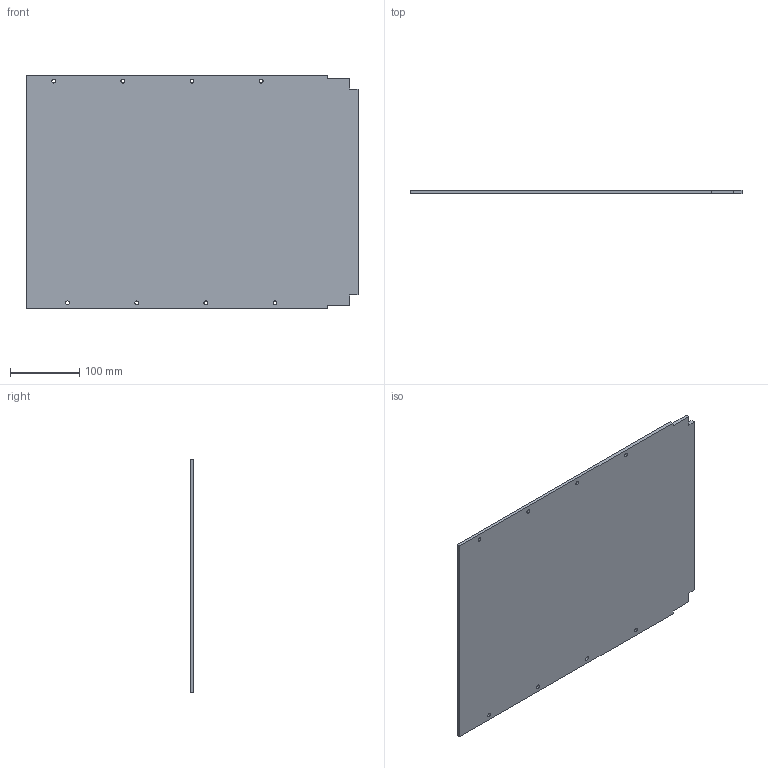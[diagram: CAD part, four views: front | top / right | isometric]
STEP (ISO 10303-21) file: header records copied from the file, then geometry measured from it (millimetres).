
FILE_DESCRIPTION(/* description */ (''),/* implementation_level */ '2;1');
FILE_NAME(/* name */ 'Acrylic_Panel.stp',/* time_stamp */ '2020-03-12T11:57:37-07:00',/* author */ ('Jorian Bruslind'),/* organization */ (''),/* preprocessor_version */ 'ST-DEVELOPER v17.2',/* originating_system */ 'Autodesk Inventor 2019',/* authorisation */ '');
FILE_SCHEMA (('AUTOMOTIVE_DESIGN { 1 0 10303 214 3 1 1 }'));
Length unit declared in the file: millimetre
Products named in the file (1): Acrylic_Panel
Bounding box: 480 x 5 x 337.83 mm (x, y, z)
Volume: 805841.7 mm3; surface area: 331206.1 mm2
Topology: 1 solids, 1 shells, 22 faces, 65 edges, 50 vertices
Faces by surface type: plane 14, cylinder 8
Full cylindrical faces by diameter (mm): 5.5 x8
Entity records: 820 total; most frequent: CARTESIAN_POINT 133, DIRECTION 122, ORIENTED_EDGE 120, EDGE_CURVE 60, LINE 44, VECTOR 44, VERTEX_POINT 40, AXIS2_PLACEMENT_3D 39
